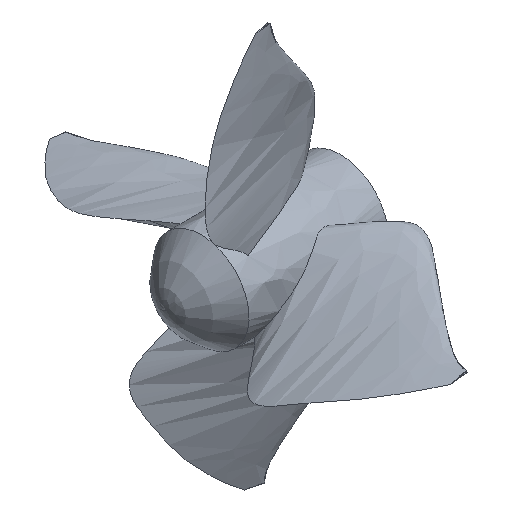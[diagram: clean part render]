
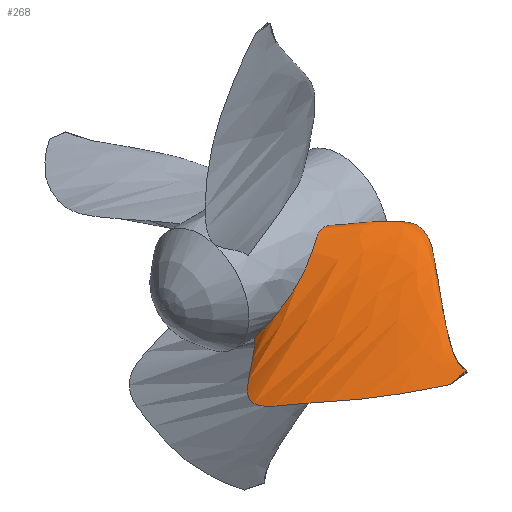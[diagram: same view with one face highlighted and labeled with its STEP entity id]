
A CAD part, isometric view. The second image highlights one B-rep face of the part: STEP entity #268.
In plain terms, the highlighted free-form (B-spline) face has degree [3, 3] with [4, 8] control points.
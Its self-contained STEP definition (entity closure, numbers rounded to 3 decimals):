
#248 = VERTEX_POINT('',#249);
#249 = CARTESIAN_POINT('',(61.303,-68.707,
    -69.368));
#250 = VERTEX_POINT('',#251);
#251 = CARTESIAN_POINT('',(67.054,-68.707,
    -68.307));
#258 = EDGE_CURVE('',#250,#248,#259,.T.);
#259 = B_SPLINE_CURVE_WITH_KNOTS('',2,(#260,#261,#262),.UNSPECIFIED.,.F.
  ,.F.,(3,3),(0.,1.),.PIECEWISE_BEZIER_KNOTS.);
#260 = CARTESIAN_POINT('',(67.054,-68.707,
    -68.307));
#261 = CARTESIAN_POINT('',(76.958,-68.707,-65.051
    ));
#262 = CARTESIAN_POINT('',(61.303,-68.707,
    -69.368));
#268 = ADVANCED_FACE('',(#269),#323,.T.);
#269 = FACE_BOUND('',#270,.T.);
#270 = EDGE_LOOP('',(#271,#300,#311,#312));
#271 = ORIENTED_EDGE('',*,*,#272,.F.);
#272 = EDGE_CURVE('',#273,#275,#277,.T.);
#273 = VERTEX_POINT('',#274);
#274 = CARTESIAN_POINT('',(42.018,28.515,
    -84.048));
#275 = VERTEX_POINT('',#276);
#276 = CARTESIAN_POINT('',(93.949,25.38,
    -52.3));
#277 = B_SPLINE_CURVE_WITH_KNOTS('',3,(#278,#279,#280,#281,#282,#283,
    #284,#285,#286,#287,#288,#289,#290,#291,#292,#293,#294,#295,#296,
    #297,#298,#299),.UNSPECIFIED.,.F.,.F.,(4,1,1,1,1,1,1,1,1,1,1,1,1,1,1
    ,1,1,1,1,4),(0.,0.004,
    0.006,0.008,0.012,
    0.016,0.02,0.024,
    0.028,0.032,0.036,
    0.039,0.043,0.047,
    0.049,0.051,0.053,
    0.055,0.059,0.063),
  .UNSPECIFIED.);
#278 = CARTESIAN_POINT('',(42.018,28.515,
    -84.048));
#279 = CARTESIAN_POINT('',(42.289,27.578,
    -82.925));
#280 = CARTESIAN_POINT('',(42.987,26.369,
    -81.212));
#281 = CARTESIAN_POINT('',(44.417,25.095,
    -78.94));
#282 = CARTESIAN_POINT('',(46.067,24.057,
    -76.764));
#283 = CARTESIAN_POINT('',(48.496,23.097,
    -74.132));
#284 = CARTESIAN_POINT('',(51.655,22.379,
    -71.18));
#285 = CARTESIAN_POINT('',(54.957,21.989,
    -68.333));
#286 = CARTESIAN_POINT('',(58.355,21.885,
    -65.523));
#287 = CARTESIAN_POINT('',(61.75,22.055,
    -62.749));
#288 = CARTESIAN_POINT('',(65.09,22.496,
    -59.987));
#289 = CARTESIAN_POINT('',(68.358,23.228,
    -57.21));
#290 = CARTESIAN_POINT('',(71.541,24.282,
    -54.415));
#291 = CARTESIAN_POINT('',(74.684,25.675,
    -51.656));
#292 = CARTESIAN_POINT('',(77.44,27.033,
    -49.589));
#293 = CARTESIAN_POINT('',(79.993,27.913,
    -48.425));
#294 = CARTESIAN_POINT('',(82.139,28.293,
    -47.953));
#295 = CARTESIAN_POINT('',(84.368,28.275,
    -47.976));
#296 = CARTESIAN_POINT('',(87.239,27.808,
    -48.556));
#297 = CARTESIAN_POINT('',(90.463,26.76,
    -49.96));
#298 = CARTESIAN_POINT('',(92.812,25.826,
    -51.48));
#299 = CARTESIAN_POINT('',(93.949,25.38,
    -52.3));
#300 = ORIENTED_EDGE('',*,*,#301,.T.);
#301 = EDGE_CURVE('',#273,#248,#302,.T.);
#302 = B_SPLINE_CURVE_WITH_KNOTS('',3,(#303,#304,#305,#306,#307,#308,
    #309,#310),.UNSPECIFIED.,.F.,.F.,(4,1,1,1,1,4),(0.,0.181,
    0.404,0.59,0.796,1.),.UNSPECIFIED.);
#303 = CARTESIAN_POINT('',(50.31,50.318,
    -84.719));
#304 = CARTESIAN_POINT('',(48.64,41.017,
    -83.809));
#305 = CARTESIAN_POINT('',(44.359,23.788,
    -82.304));
#306 = CARTESIAN_POINT('',(5.32,5.765,-93.818
    ));
#307 = CARTESIAN_POINT('',(20.058,-23.002,
    -80.511));
#308 = CARTESIAN_POINT('',(32.517,-44.076,
    -75.943));
#309 = CARTESIAN_POINT('',(51.604,-61.566,
    -71.11));
#310 = CARTESIAN_POINT('',(61.303,-68.707,
    -69.368));
#311 = ORIENTED_EDGE('',*,*,#258,.F.);
#312 = ORIENTED_EDGE('',*,*,#313,.F.);
#313 = EDGE_CURVE('',#275,#250,#314,.T.);
#314 = B_SPLINE_CURVE_WITH_KNOTS('',3,(#315,#316,#317,#318,#319,#320,
    #321,#322),.UNSPECIFIED.,.F.,.F.,(4,1,1,1,1,4),(0.,0.181,
    0.404,0.59,0.796,1.),.UNSPECIFIED.);
#315 = CARTESIAN_POINT('',(82.983,50.318,
    -52.046));
#316 = CARTESIAN_POINT('',(85.078,41.567,
    -52.682));
#317 = CARTESIAN_POINT('',(89.881,23.48,
    -54.054));
#318 = CARTESIAN_POINT('',(122.736,5.802,-45.48
    ));
#319 = CARTESIAN_POINT('',(99.824,-22.9,
    -60.192));
#320 = CARTESIAN_POINT('',(82.27,-44.582,
    -64.883));
#321 = CARTESIAN_POINT('',(71.975,-60.476,
    -67.544));
#322 = CARTESIAN_POINT('',(67.054,-68.707,
    -68.307));
#323 = B_SPLINE_SURFACE_WITH_KNOTS('',3,3,(
    (#324,#325,#326,#327,#328,#329,#330,#331)
    ,(#332,#333,#334,#335,#336,#337,#338,#339)
    ,(#340,#341,#342,#343,#344,#345,#346,#347)
    ,(#348,#349,#350,#351,#352,#353,#354,#355
  )),.UNSPECIFIED.,.F.,.F.,.F.,(4,4),(4,1,1,1,1,4),(0.,1.),(
    0.159,0.181,0.404,0.59,
    0.796,1.),.UNSPECIFIED.);
#324 = CARTESIAN_POINT('',(90.981,29.164,
    -52.704));
#325 = CARTESIAN_POINT('',(91.592,28.263,
    -52.641));
#326 = CARTESIAN_POINT('',(98.721,18.724,-51.747
    ));
#327 = CARTESIAN_POINT('',(122.736,5.802,-45.48
    ));
#328 = CARTESIAN_POINT('',(99.824,-22.9,
    -60.192));
#329 = CARTESIAN_POINT('',(82.27,-44.582,
    -64.883));
#330 = CARTESIAN_POINT('',(71.975,-60.476,
    -67.544));
#331 = CARTESIAN_POINT('',(67.054,-68.707,
    -68.307));
#332 = CARTESIAN_POINT('',(82.637,29.141,
    -43.287));
#333 = CARTESIAN_POINT('',(83.33,28.248,
    -43.067));
#334 = CARTESIAN_POINT('',(91.118,18.795,
    -40.935));
#335 = CARTESIAN_POINT('',(109.763,5.79,-44.068
    ));
#336 = CARTESIAN_POINT('',(101.766,-22.934,
    -54.339));
#337 = CARTESIAN_POINT('',(83.033,-44.413,
    -61.52));
#338 = CARTESIAN_POINT('',(73.705,-60.839,
    -66.208));
#339 = CARTESIAN_POINT('',(73.657,-68.707,
    -66.136));
#340 = CARTESIAN_POINT('',(73.06,29.118,
    -46.042));
#341 = CARTESIAN_POINT('',(73.905,28.233,
    -45.828));
#342 = CARTESIAN_POINT('',(83.794,18.867,
    -43.469));
#343 = CARTESIAN_POINT('',(116.131,5.778,-38.752
    ));
#344 = CARTESIAN_POINT('',(94.441,-22.968,
    -55.1));
#345 = CARTESIAN_POINT('',(83.614,-44.245,
    -58.91));
#346 = CARTESIAN_POINT('',(66.914,-61.203,
    -67.397));
#347 = CARTESIAN_POINT('',(71.74,-68.707,
    -66.49));
#348 = CARTESIAN_POINT('',(42.474,29.094,
    -83.98));
#349 = CARTESIAN_POINT('',(41.801,28.219,
    -84.077));
#350 = CARTESIAN_POINT('',(33.855,18.939,
    -85.402));
#351 = CARTESIAN_POINT('',(5.32,5.765,-93.818
    ));
#352 = CARTESIAN_POINT('',(20.058,-23.002,
    -80.511));
#353 = CARTESIAN_POINT('',(32.517,-44.076,
    -75.943));
#354 = CARTESIAN_POINT('',(51.604,-61.566,
    -71.11));
#355 = CARTESIAN_POINT('',(61.303,-68.707,
    -69.368));
